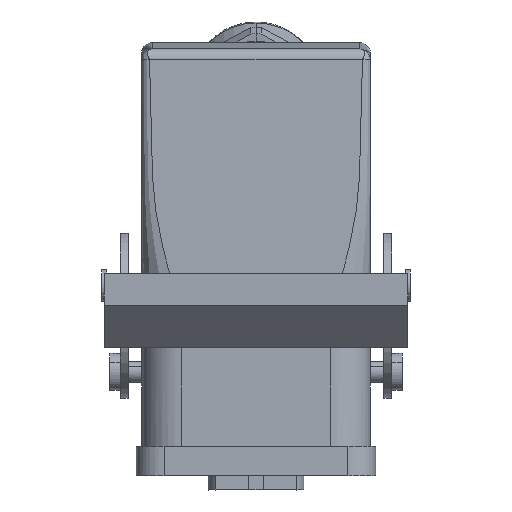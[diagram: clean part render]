
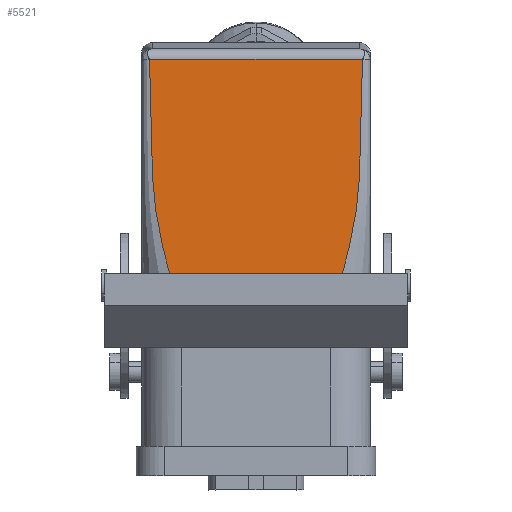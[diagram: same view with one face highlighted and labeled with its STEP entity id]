
A CAD part, front view. The second image highlights one B-rep face of the part: STEP entity #5521.
In plain terms, the highlighted planar face has unit normal (0, -1, 0.013).
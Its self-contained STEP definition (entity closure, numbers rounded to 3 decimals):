
#5506=AXIS2_PLACEMENT_3D('Plane Axis2P3D',#5503,#5504,#5505) ;
#3832=CARTESIAN_POINT('Control Point',(49.,18.638,80.921)) ;
#3833=CARTESIAN_POINT('Control Point',(49.001,18.638,80.91)) ;
#3834=CARTESIAN_POINT('Control Point',(49.002,18.638,80.899)) ;
#3835=CARTESIAN_POINT('Control Point',(49.002,18.637,80.888)) ;
#3836=CARTESIAN_POINT('Control Point',(49.002,18.637,80.878)) ;
#3837=CARTESIAN_POINT('Control Point',(49.001,18.637,80.867)) ;
#3838=CARTESIAN_POINT('Vertex',(49.001,18.637,80.867)) ;
#3840=CARTESIAN_POINT('Vertex',(49.,18.638,80.921)) ;
#3880=CARTESIAN_POINT('Line Origine',(18.25,18.638,80.921)) ;
#3884=CARTESIAN_POINT('Vertex',(9.,18.638,80.921)) ;
#4263=CARTESIAN_POINT('Control Point',(49.001,18.637,80.867)) ;
#4264=CARTESIAN_POINT('Control Point',(49.001,18.637,80.85)) ;
#4265=CARTESIAN_POINT('Control Point',(49.001,18.637,80.833)) ;
#4266=CARTESIAN_POINT('Control Point',(49.001,18.636,80.816)) ;
#4267=CARTESIAN_POINT('Control Point',(49.,18.635,80.718)) ;
#4268=CARTESIAN_POINT('Control Point',(48.999,18.634,80.619)) ;
#4269=CARTESIAN_POINT('Control Point',(48.998,18.631,80.424)) ;
#4270=CARTESIAN_POINT('Control Point',(48.996,18.629,80.238)) ;
#4271=CARTESIAN_POINT('Control Point',(48.994,18.626,80.052)) ;
#4272=CARTESIAN_POINT('Control Point',(48.993,18.625,79.948)) ;
#4273=CARTESIAN_POINT('Control Point',(48.99,18.621,79.634)) ;
#4274=CARTESIAN_POINT('Control Point',(48.987,18.617,79.321)) ;
#4275=CARTESIAN_POINT('Control Point',(48.984,18.614,79.112)) ;
#4276=CARTESIAN_POINT('Control Point',(48.977,18.606,78.486)) ;
#4277=CARTESIAN_POINT('Control Point',(48.969,18.598,77.86)) ;
#4278=CARTESIAN_POINT('Control Point',(48.964,18.592,77.442)) ;
#4279=CARTESIAN_POINT('Control Point',(48.946,18.576,76.19)) ;
#4280=CARTESIAN_POINT('Control Point',(48.925,18.559,74.938)) ;
#4281=CARTESIAN_POINT('Control Point',(48.909,18.549,74.103)) ;
#4282=CARTESIAN_POINT('Control Point',(48.858,18.516,71.601)) ;
#4283=CARTESIAN_POINT('Control Point',(48.795,18.483,69.1)) ;
#4284=CARTESIAN_POINT('Control Point',(48.749,18.461,67.433)) ;
#4285=CARTESIAN_POINT('Control Point',(48.678,18.429,65.)) ;
#4286=CARTESIAN_POINT('Control Point',(48.594,18.398,62.569)) ;
#4287=CARTESIAN_POINT('Control Point',(48.566,18.388,61.803)) ;
#4288=CARTESIAN_POINT('Control Point',(48.505,18.367,60.271)) ;
#4289=CARTESIAN_POINT('Control Point',(48.433,18.347,58.738)) ;
#4290=CARTESIAN_POINT('Control Point',(48.392,18.337,57.981)) ;
#4291=CARTESIAN_POINT('Control Point',(48.25,18.309,55.841)) ;
#4292=CARTESIAN_POINT('Control Point',(48.03,18.282,53.705)) ;
#4293=CARTESIAN_POINT('Control Point',(47.848,18.264,52.336)) ;
#4294=CARTESIAN_POINT('Control Point',(47.405,18.228,49.606)) ;
#4295=CARTESIAN_POINT('Control Point',(46.824,18.192,46.894)) ;
#4296=CARTESIAN_POINT('Control Point',(46.505,18.175,45.542)) ;
#4297=CARTESIAN_POINT('Control Point',(45.629,18.129,42.06)) ;
#4298=CARTESIAN_POINT('Control Point',(44.674,18.084,38.593)) ;
#4299=CARTESIAN_POINT('Control Point',(44.09,18.056,36.466)) ;
#4300=CARTESIAN_POINT('Control Point',(43.536,18.028,34.334)) ;
#4301=CARTESIAN_POINT('Control Point',(43.,18.,32.2)) ;
#4302=CARTESIAN_POINT('Vertex',(43.,18.,32.2)) ;
#5191=CARTESIAN_POINT('Vertex',(15.,18.,32.2)) ;
#5195=CARTESIAN_POINT('Control Point',(8.999,18.637,80.867)) ;
#5196=CARTESIAN_POINT('Control Point',(8.999,18.637,80.85)) ;
#5197=CARTESIAN_POINT('Control Point',(8.999,18.637,80.833)) ;
#5198=CARTESIAN_POINT('Control Point',(8.999,18.636,80.816)) ;
#5199=CARTESIAN_POINT('Control Point',(9.,18.635,80.718)) ;
#5200=CARTESIAN_POINT('Control Point',(9.001,18.634,80.619)) ;
#5201=CARTESIAN_POINT('Control Point',(9.002,18.631,80.424)) ;
#5202=CARTESIAN_POINT('Control Point',(9.004,18.629,80.238)) ;
#5203=CARTESIAN_POINT('Control Point',(9.006,18.626,80.052)) ;
#5204=CARTESIAN_POINT('Control Point',(9.007,18.625,79.948)) ;
#5205=CARTESIAN_POINT('Control Point',(9.01,18.621,79.634)) ;
#5206=CARTESIAN_POINT('Control Point',(9.013,18.617,79.321)) ;
#5207=CARTESIAN_POINT('Control Point',(9.016,18.614,79.112)) ;
#5208=CARTESIAN_POINT('Control Point',(9.023,18.606,78.486)) ;
#5209=CARTESIAN_POINT('Control Point',(9.031,18.598,77.86)) ;
#5210=CARTESIAN_POINT('Control Point',(9.036,18.592,77.442)) ;
#5211=CARTESIAN_POINT('Control Point',(9.054,18.576,76.19)) ;
#5212=CARTESIAN_POINT('Control Point',(9.075,18.559,74.938)) ;
#5213=CARTESIAN_POINT('Control Point',(9.091,18.549,74.103)) ;
#5214=CARTESIAN_POINT('Control Point',(9.142,18.516,71.601)) ;
#5215=CARTESIAN_POINT('Control Point',(9.205,18.483,69.1)) ;
#5216=CARTESIAN_POINT('Control Point',(9.251,18.461,67.433)) ;
#5217=CARTESIAN_POINT('Control Point',(9.322,18.429,65.)) ;
#5218=CARTESIAN_POINT('Control Point',(9.406,18.398,62.569)) ;
#5219=CARTESIAN_POINT('Control Point',(9.434,18.388,61.803)) ;
#5220=CARTESIAN_POINT('Control Point',(9.495,18.367,60.271)) ;
#5221=CARTESIAN_POINT('Control Point',(9.567,18.347,58.738)) ;
#5222=CARTESIAN_POINT('Control Point',(9.608,18.337,57.981)) ;
#5223=CARTESIAN_POINT('Control Point',(9.75,18.309,55.841)) ;
#5224=CARTESIAN_POINT('Control Point',(9.97,18.282,53.705)) ;
#5225=CARTESIAN_POINT('Control Point',(10.152,18.264,52.336)) ;
#5226=CARTESIAN_POINT('Control Point',(10.595,18.228,49.606)) ;
#5227=CARTESIAN_POINT('Control Point',(11.176,18.192,46.894)) ;
#5228=CARTESIAN_POINT('Control Point',(11.495,18.175,45.542)) ;
#5229=CARTESIAN_POINT('Control Point',(12.371,18.129,42.06)) ;
#5230=CARTESIAN_POINT('Control Point',(13.326,18.084,38.593)) ;
#5231=CARTESIAN_POINT('Control Point',(13.91,18.056,36.466)) ;
#5232=CARTESIAN_POINT('Control Point',(14.464,18.028,34.334)) ;
#5233=CARTESIAN_POINT('Control Point',(15.,18.,32.2)) ;
#5234=CARTESIAN_POINT('Vertex',(8.999,18.637,80.867)) ;
#5489=CARTESIAN_POINT('Control Point',(9.,18.638,80.921)) ;
#5490=CARTESIAN_POINT('Control Point',(8.999,18.638,80.91)) ;
#5491=CARTESIAN_POINT('Control Point',(8.998,18.638,80.899)) ;
#5492=CARTESIAN_POINT('Control Point',(8.998,18.637,80.888)) ;
#5493=CARTESIAN_POINT('Control Point',(8.998,18.637,80.878)) ;
#5494=CARTESIAN_POINT('Control Point',(8.999,18.637,80.867)) ;
#5503=CARTESIAN_POINT('Axis2P3D Location',(29.,19.046,112.115)) ;
#5508=CARTESIAN_POINT('Line Origine',(29.,18.,32.2)) ;
#3881=DIRECTION('Vector Direction',(1.,0.,0.)) ;
#5504=DIRECTION('Axis2P3D Direction',(0.,-1.,0.013)) ;
#5505=DIRECTION('Axis2P3D XDirection',(-1.,0.,0.)) ;
#5509=DIRECTION('Vector Direction',(-1.,0.,0.)) ;
#3882=VECTOR('Line Direction',#3881,1.) ;
#5510=VECTOR('Line Direction',#5509,1.) ;
#5514=ORIENTED_EDGE('',*,*,#5512,.T.) ;
#5515=ORIENTED_EDGE('',*,*,#4304,.T.) ;
#5516=ORIENTED_EDGE('',*,*,#3842,.T.) ;
#5517=ORIENTED_EDGE('',*,*,#3886,.F.) ;
#5518=ORIENTED_EDGE('',*,*,#5495,.F.) ;
#5519=ORIENTED_EDGE('',*,*,#5236,.F.) ;
#5521=ADVANCED_FACE('1654070000_S.1\\Housing',(#5520),#5507,.T.) ;
#3831=B_SPLINE_CURVE_WITH_KNOTS('',5,(#3832,#3833,#3834,#3835,#3836,#3837),.UNSPECIFIED.,.F.,.U.,(6,6),(122.51,122.656),.UNSPECIFIED.) ;
#4262=B_SPLINE_CURVE_WITH_KNOTS('',5,(#4263,#4264,#4265,#4266,#4267,#4268,#4269,#4270,#4271,#4272,#4273,#4274,#4275,#4276,#4277,#4278,#4279,#4280,#4281,#4282,#4283,#4284,#4285,#4286,#4287,#4288,#4289,#4290,#4291,#4292,#4293,#4294,#4295,#4296,#4297,#4298,#4299,#4300,#4301),.UNSPECIFIED.,.F.,.U.,(6,3,3,3,3,3,3,3,3,3,3,3,6),(5.137,5.221,5.629,6.151,7.194,9.28,13.453,21.791,25.623,29.465,36.352,43.24,54.164),.UNSPECIFIED.) ;
#5194=B_SPLINE_CURVE_WITH_KNOTS('',5,(#5195,#5196,#5197,#5198,#5199,#5200,#5201,#5202,#5203,#5204,#5205,#5206,#5207,#5208,#5209,#5210,#5211,#5212,#5213,#5214,#5215,#5216,#5217,#5218,#5219,#5220,#5221,#5222,#5223,#5224,#5225,#5226,#5227,#5228,#5229,#5230,#5231,#5232,#5233),.UNSPECIFIED.,.F.,.U.,(6,3,3,3,3,3,3,3,3,3,3,3,6),(5.137,5.221,5.629,6.151,7.194,9.28,13.453,21.791,25.623,29.465,36.352,43.24,54.164),.UNSPECIFIED.) ;
#5488=B_SPLINE_CURVE_WITH_KNOTS('',5,(#5489,#5490,#5491,#5492,#5493,#5494),.UNSPECIFIED.,.F.,.U.,(6,6),(122.51,122.656),.UNSPECIFIED.) ;
#3842=EDGE_CURVE('',#3839,#3841,#3831,.F.) ;
#3886=EDGE_CURVE('',#3885,#3841,#3883,.T.) ;
#4304=EDGE_CURVE('',#4303,#3839,#4262,.F.) ;
#5236=EDGE_CURVE('',#5192,#5235,#5194,.F.) ;
#5495=EDGE_CURVE('',#5235,#3885,#5488,.F.) ;
#5512=EDGE_CURVE('',#5192,#4303,#5511,.F.) ;
#5513=EDGE_LOOP('',(#5514,#5515,#5516,#5517,#5518,#5519)) ;
#5520=FACE_OUTER_BOUND('',#5513,.T.) ;
#3883=LINE('Line',#3880,#3882) ;
#5511=LINE('Line',#5508,#5510) ;
#5507=PLANE('',#5506) ;
#3839=VERTEX_POINT('',#3838) ;
#3841=VERTEX_POINT('',#3840) ;
#3885=VERTEX_POINT('',#3884) ;
#4303=VERTEX_POINT('',#4302) ;
#5192=VERTEX_POINT('',#5191) ;
#5235=VERTEX_POINT('',#5234) ;
